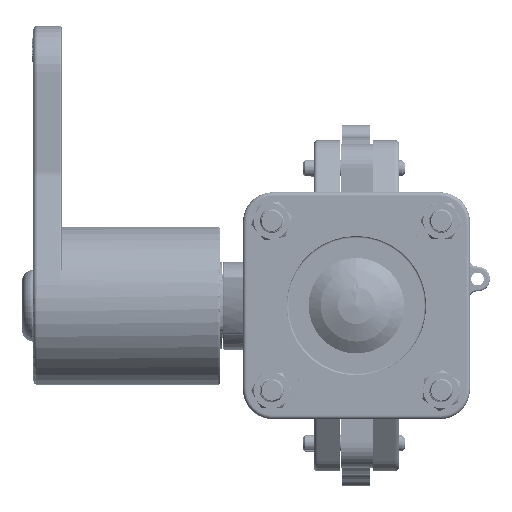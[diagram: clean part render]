
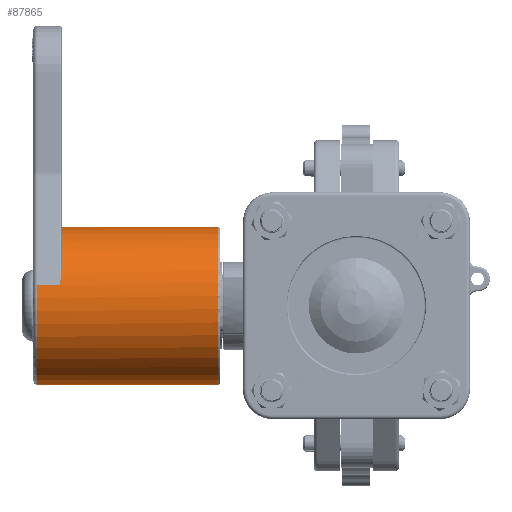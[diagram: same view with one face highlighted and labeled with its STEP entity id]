
A CAD part, left-side view. The second image highlights one B-rep face of the part: STEP entity #87865.
In plain terms, the highlighted cylindrical face has radius 31.496 mm (diameter 62.992 mm), a full revolution.
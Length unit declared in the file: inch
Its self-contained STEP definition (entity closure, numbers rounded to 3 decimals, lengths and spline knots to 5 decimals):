
#1907=B_SPLINE_CURVE_WITH_KNOTS('',3,(#150143,#150144,#150145,#150146,#150147,
#150148,#150149,#150150,#150151,#150152),.UNSPECIFIED.,.F.,.F.,(4,2,2,2,
4),(-0.3559,-0.34268,-0.32947,-0.28278,
-0.17259),.UNSPECIFIED.);
#1908=B_SPLINE_CURVE_WITH_KNOTS('',3,(#150156,#150157,#150158,#150159,#150160,
#150161,#150162,#150163),.UNSPECIFIED.,.F.,.F.,(4,2,2,4),(0.58159,
0.63114,0.7723,0.77279),.UNSPECIFIED.);
#1909=B_SPLINE_CURVE_WITH_KNOTS('',3,(#150171,#150172,#150173,#150174,#150175,
#150176,#150177,#150178),.UNSPECIFIED.,.F.,.F.,(4,2,2,4),(-0.00055,
0.,0.15926,0.21516),.UNSPECIFIED.);
#1910=B_SPLINE_CURVE_WITH_KNOTS('',3,(#150182,#150183,#150184,#150185,#150186,
#150187),.UNSPECIFIED.,.F.,.F.,(4,2,4),(1.25455,1.55486,
1.91042),.UNSPECIFIED.);
#7137=CYLINDRICAL_SURFACE('',#94473,1.24);
#8297=FACE_OUTER_BOUND('',#13507,.T.);
#13507=EDGE_LOOP('',(#62136,#62137,#62138,#62139,#62140,#62141,#62142,#62143,
#62144,#62145,#62146,#62147,#62148,#62149,#62150,#62151,#62152,#62153,#62154,
#62155));
#19012=CIRCLE('',#94471,1.24);
#19014=CIRCLE('',#94474,1.24);
#19015=CIRCLE('',#94475,1.24);
#19016=CIRCLE('',#94476,1.24);
#19017=CIRCLE('',#94477,1.24);
#19018=CIRCLE('',#94478,1.24);
#19019=CIRCLE('',#94479,1.24);
#19020=CIRCLE('',#94480,1.24);
#20521=LINE('',#150131,#28900);
#20522=LINE('',#150133,#28901);
#20523=LINE('',#150137,#28902);
#20524=LINE('',#150141,#28903);
#20525=LINE('',#150165,#28904);
#20526=LINE('',#150169,#28905);
#20527=LINE('',#150189,#28906);
#28900=VECTOR('',#102133,0.3937);
#28901=VECTOR('',#102134,0.3937);
#28902=VECTOR('',#102137,1.24);
#28903=VECTOR('',#102140,0.3937);
#28904=VECTOR('',#102143,0.3937);
#28905=VECTOR('',#102146,0.3937);
#28906=VECTOR('',#102149,0.3937);
#37730=VERTEX_POINT('',#150100);
#37731=VERTEX_POINT('',#150113);
#37733=VERTEX_POINT('',#150130);
#37734=VERTEX_POINT('',#150132);
#37735=VERTEX_POINT('',#150134);
#37736=VERTEX_POINT('',#150136);
#37737=VERTEX_POINT('',#150138);
#37738=VERTEX_POINT('',#150140);
#37739=VERTEX_POINT('',#150142);
#37740=VERTEX_POINT('',#150153);
#37741=VERTEX_POINT('',#150155);
#37742=VERTEX_POINT('',#150164);
#37743=VERTEX_POINT('',#150166);
#37744=VERTEX_POINT('',#150168);
#37745=VERTEX_POINT('',#150170);
#37746=VERTEX_POINT('',#150179);
#37747=VERTEX_POINT('',#150181);
#37748=VERTEX_POINT('',#150188);
#47030=EDGE_CURVE('',#37730,#37731,#19012,.T.);
#47033=EDGE_CURVE('',#37733,#37731,#20521,.T.);
#47034=EDGE_CURVE('',#37730,#37734,#20522,.T.);
#47035=EDGE_CURVE('',#37735,#37734,#19014,.T.);
#47036=EDGE_CURVE('',#37735,#37736,#20523,.T.);
#47037=EDGE_CURVE('',#37737,#37736,#19015,.T.);
#47038=EDGE_CURVE('',#37737,#37738,#20524,.T.);
#47039=EDGE_CURVE('',#37739,#37738,#1907,.F.);
#47040=EDGE_CURVE('',#37739,#37740,#19016,.T.);
#47041=EDGE_CURVE('',#37741,#37740,#1908,.F.);
#47042=EDGE_CURVE('',#37742,#37741,#20525,.T.);
#47043=EDGE_CURVE('',#37743,#37742,#19017,.T.);
#47044=EDGE_CURVE('',#37744,#37743,#20526,.T.);
#47045=EDGE_CURVE('',#37745,#37744,#1909,.F.);
#47046=EDGE_CURVE('',#37745,#37746,#19018,.T.);
#47047=EDGE_CURVE('',#37747,#37746,#1910,.F.);
#47048=EDGE_CURVE('',#37748,#37747,#20527,.T.);
#47049=EDGE_CURVE('',#37736,#37748,#19019,.T.);
#47050=EDGE_CURVE('',#37733,#37735,#19020,.T.);
#62136=ORIENTED_EDGE('',*,*,#47033,.T.);
#62137=ORIENTED_EDGE('',*,*,#47030,.F.);
#62138=ORIENTED_EDGE('',*,*,#47034,.T.);
#62139=ORIENTED_EDGE('',*,*,#47035,.F.);
#62140=ORIENTED_EDGE('',*,*,#47036,.T.);
#62141=ORIENTED_EDGE('',*,*,#47037,.F.);
#62142=ORIENTED_EDGE('',*,*,#47038,.T.);
#62143=ORIENTED_EDGE('',*,*,#47039,.F.);
#62144=ORIENTED_EDGE('',*,*,#47040,.T.);
#62145=ORIENTED_EDGE('',*,*,#47041,.F.);
#62146=ORIENTED_EDGE('',*,*,#47042,.F.);
#62147=ORIENTED_EDGE('',*,*,#47043,.F.);
#62148=ORIENTED_EDGE('',*,*,#47044,.F.);
#62149=ORIENTED_EDGE('',*,*,#47045,.F.);
#62150=ORIENTED_EDGE('',*,*,#47046,.T.);
#62151=ORIENTED_EDGE('',*,*,#47047,.F.);
#62152=ORIENTED_EDGE('',*,*,#47048,.F.);
#62153=ORIENTED_EDGE('',*,*,#47049,.F.);
#62154=ORIENTED_EDGE('',*,*,#47036,.F.);
#62155=ORIENTED_EDGE('',*,*,#47050,.F.);
#87865=ADVANCED_FACE('',(#8297),#7137,.T.);
#94471=AXIS2_PLACEMENT_3D('',#150114,#102127,#102128);
#94473=AXIS2_PLACEMENT_3D('',#150129,#102131,#102132);
#94474=AXIS2_PLACEMENT_3D('',#150135,#102135,#102136);
#94475=AXIS2_PLACEMENT_3D('',#150139,#102138,#102139);
#94476=AXIS2_PLACEMENT_3D('',#150154,#102141,#102142);
#94477=AXIS2_PLACEMENT_3D('',#150167,#102144,#102145);
#94478=AXIS2_PLACEMENT_3D('',#150180,#102147,#102148);
#94479=AXIS2_PLACEMENT_3D('',#150190,#102150,#102151);
#94480=AXIS2_PLACEMENT_3D('',#150191,#102152,#102153);
#102127=DIRECTION('center_axis',(0.,-1.,0.));
#102128=DIRECTION('ref_axis',(0.,0.,-1.));
#102131=DIRECTION('center_axis',(0.,-1.,0.));
#102132=DIRECTION('ref_axis',(1.,0.,0.));
#102133=DIRECTION('',(0.,1.,0.));
#102134=DIRECTION('',(0.,-1.,0.));
#102135=DIRECTION('center_axis',(0.,-1.,0.));
#102136=DIRECTION('ref_axis',(0.,0.,1.));
#102137=DIRECTION('',(0.,1.,0.));
#102138=DIRECTION('center_axis',(0.,1.,0.));
#102139=DIRECTION('ref_axis',(-0.981,0.,-0.194));
#102140=DIRECTION('',(0.,-1.,0.));
#102141=DIRECTION('center_axis',(0.,-1.,0.));
#102142=DIRECTION('ref_axis',(1.,0.,0.));
#102143=DIRECTION('',(0.,-1.,0.));
#102144=DIRECTION('center_axis',(0.,1.,0.));
#102145=DIRECTION('ref_axis',(0.999,0.,0.035));
#102146=DIRECTION('',(0.,1.,0.));
#102147=DIRECTION('center_axis',(0.,-1.,0.));
#102148=DIRECTION('ref_axis',(1.,0.,0.));
#102149=DIRECTION('',(0.,-1.,0.));
#102150=DIRECTION('center_axis',(0.,1.,0.));
#102151=DIRECTION('ref_axis',(-0.981,0.,-0.194));
#102152=DIRECTION('center_axis',(0.,-1.,0.));
#102153=DIRECTION('ref_axis',(0.,0.,1.));
#150100=CARTESIAN_POINT('',(-0.73969,-1.145,-0.99521));
#150113=CARTESIAN_POINT('',(0.73969,-1.145,-0.99521));
#150114=CARTESIAN_POINT('Origin',(0.,-1.145,0.));
#150129=CARTESIAN_POINT('Origin',(0.,0.,0.));
#150130=CARTESIAN_POINT('',(0.73969,-2.895,-0.99521));
#150131=CARTESIAN_POINT('',(0.73969,0.,-0.99521));
#150132=CARTESIAN_POINT('',(-0.73969,-2.895,-0.99521));
#150133=CARTESIAN_POINT('',(-0.73969,0.,-0.99521));
#150134=CARTESIAN_POINT('',(-1.24,-2.895,0.));
#150135=CARTESIAN_POINT('Origin',(0.,-2.895,0.));
#150136=CARTESIAN_POINT('',(-1.24,-0.06,0.));
#150137=CARTESIAN_POINT('',(-1.24,0.,0.));
#150138=CARTESIAN_POINT('',(0.75273,-0.06,-0.98539));
#150139=CARTESIAN_POINT('Origin',(0.,-0.06,0.));
#150140=CARTESIAN_POINT('',(0.75273,-0.41,-0.98539));
#150141=CARTESIAN_POINT('',(0.75273,0.,-0.98539));
#150142=CARTESIAN_POINT('',(0.80272,-0.44,-0.94511));
#150143=CARTESIAN_POINT('Ctrl Pts',(0.75273,-0.41,-0.98539));
#150144=CARTESIAN_POINT('Ctrl Pts',(0.75273,-0.41173,
-0.98539));
#150145=CARTESIAN_POINT('Ctrl Pts',(0.75303,-0.41357,
-0.98517));
#150146=CARTESIAN_POINT('Ctrl Pts',(0.75413,-0.41702,
-0.98432));
#150147=CARTESIAN_POINT('Ctrl Pts',(0.75493,-0.41863,
-0.98371));
#150148=CARTESIAN_POINT('Ctrl Pts',(0.7588,-0.4248,
-0.98074));
#150149=CARTESIAN_POINT('Ctrl Pts',(0.76374,-0.42866,
-0.9769));
#150150=CARTESIAN_POINT('Ctrl Pts',(0.77843,-0.43724,
-0.9653));
#150151=CARTESIAN_POINT('Ctrl Pts',(0.7917,-0.44,-0.95447));
#150152=CARTESIAN_POINT('Ctrl Pts',(0.80272,-0.44,-0.94511));
#150153=CARTESIAN_POINT('',(1.04098,-0.44,-0.67377));
#150154=CARTESIAN_POINT('Origin',(0.,-0.44,0.));
#150155=CARTESIAN_POINT('',(1.07511,-0.41,-0.61785));
#150156=CARTESIAN_POINT('Ctrl Pts',(1.04098,-0.44,-0.67377));
#150157=CARTESIAN_POINT('Ctrl Pts',(1.04342,-0.44,
-0.66999));
#150158=CARTESIAN_POINT('Ctrl Pts',(1.04625,-0.43941,
-0.66558));
#150159=CARTESIAN_POINT('Ctrl Pts',(1.05854,-0.43321,
-0.64605));
#150160=CARTESIAN_POINT('Ctrl Pts',(1.06658,-0.42238,
-0.63268));
#150161=CARTESIAN_POINT('Ctrl Pts',(1.07505,-0.41008,
-0.61795));
#150162=CARTESIAN_POINT('Ctrl Pts',(1.07508,-0.41004,
-0.6179));
#150163=CARTESIAN_POINT('Ctrl Pts',(1.07511,-0.41,-0.61785));
#150164=CARTESIAN_POINT('',(1.07511,-0.275,-0.61785));
#150165=CARTESIAN_POINT('',(1.07511,0.,-0.61785));
#150166=CARTESIAN_POINT('',(1.02892,-0.275,0.69205));
#150167=CARTESIAN_POINT('Origin',(0.,-0.275,0.));
#150168=CARTESIAN_POINT('',(1.02892,-0.41,0.69205));
#150169=CARTESIAN_POINT('',(1.02892,0.,0.69205));
#150170=CARTESIAN_POINT('',(0.99093,-0.44,0.74542));
#150171=CARTESIAN_POINT('Ctrl Pts',(1.02892,-0.41,0.69205));
#150172=CARTESIAN_POINT('Ctrl Pts',(1.02889,-0.41004,
0.69209));
#150173=CARTESIAN_POINT('Ctrl Pts',(1.02885,-0.41008,0.69214));
#150174=CARTESIAN_POINT('Ctrl Pts',(1.01937,-0.42238,
0.70624));
#150175=CARTESIAN_POINT('Ctrl Pts',(1.0104,-0.43321,
0.71901));
#150176=CARTESIAN_POINT('Ctrl Pts',(0.99677,-0.43941,
0.73762));
#150177=CARTESIAN_POINT('Ctrl Pts',(0.99364,-0.44,
0.74182));
#150178=CARTESIAN_POINT('Ctrl Pts',(0.99093,-0.44,0.74542));
#150179=CARTESIAN_POINT('',(0.57504,-0.44,1.0986));
#150180=CARTESIAN_POINT('Origin',(0.,-0.44,0.));
#150181=CARTESIAN_POINT('',(0.32094,-0.41,1.19775));
#150182=CARTESIAN_POINT('Ctrl Pts',(0.57504,-0.44,1.0986));
#150183=CARTESIAN_POINT('Ctrl Pts',(0.54013,-0.44,1.11688));
#150184=CARTESIAN_POINT('Ctrl Pts',(0.49733,-0.43586,
1.13657));
#150185=CARTESIAN_POINT('Ctrl Pts',(0.41798,-0.42571,
1.16835));
#150186=CARTESIAN_POINT('Ctrl Pts',(0.36547,-0.41717,
1.18581));
#150187=CARTESIAN_POINT('Ctrl Pts',(0.32094,-0.41,1.19775));
#150188=CARTESIAN_POINT('',(0.32094,-0.06,1.19775));
#150189=CARTESIAN_POINT('',(0.32094,0.,1.19775));
#150190=CARTESIAN_POINT('Origin',(0.,-0.06,0.));
#150191=CARTESIAN_POINT('Origin',(0.,-2.895,0.));
